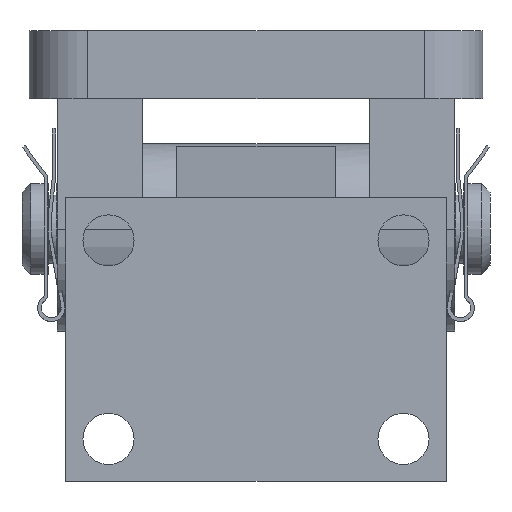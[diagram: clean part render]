
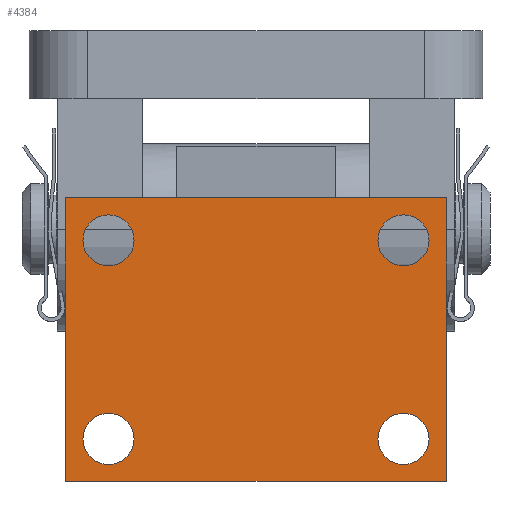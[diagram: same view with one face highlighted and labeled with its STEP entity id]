
A CAD part, front view. The second image highlights one B-rep face of the part: STEP entity #4384.
In plain terms, the highlighted face is planar.
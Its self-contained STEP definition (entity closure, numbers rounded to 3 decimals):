
#13 = AXIS2_PLACEMENT_3D ( 'NONE', #5450, #5475, #5478 ) ;
#42 = EDGE_CURVE ( 'NONE', #5609, #1293, #3057, .T. ) ;
#133 = EDGE_CURVE ( 'NONE', #1234, #1218, #3145, .T. ) ;
#139 = EDGE_CURVE ( 'NONE', #1298, #1236, #3151, .T. ) ;
#144 = AXIS2_PLACEMENT_3D ( 'NONE', #5649, #5695, #5642 ) ;
#155 = EDGE_CURVE ( 'NONE', #1246, #1193, #3163, .T. ) ;
#190 = AXIS2_PLACEMENT_3D ( 'NONE', #5417, #5448, #5438 ) ;
#366 = AXIS2_PLACEMENT_3D ( 'NONE', #2128, #2141, #2142 ) ;
#453 = AXIS2_PLACEMENT_3D ( 'NONE', #2326, #2339, #2340 ) ;
#456 = AXIS2_PLACEMENT_3D ( 'NONE', #1517, #1522, #1523 ) ;
#503 = AXIS2_PLACEMENT_3D ( 'NONE', #2253, #2265, #2266 ) ;
#507 = AXIS2_PLACEMENT_3D ( 'NONE', #2249, #2251, #2252 ) ;
#510 = AXIS2_PLACEMENT_3D ( 'NONE', #2093, #2094, #2095 ) ;
#654 = ORIENTED_EDGE ( 'NONE', *, *, #5206, .T. ) ;
#697 = ORIENTED_EDGE ( 'NONE', *, *, #5175, .T. ) ;
#901 = CARTESIAN_POINT ( 'NONE',  ( 50., 67., 0. ) ) ;
#926 = CARTESIAN_POINT ( 'NONE',  ( 3., 59.5, 0. ) ) ;
#929 = CARTESIAN_POINT ( 'NONE',  ( 47., 7.5, 0. ) ) ;
#940 = CARTESIAN_POINT ( 'NONE',  ( 50., 0., 0. ) ) ;
#964 = CARTESIAN_POINT ( 'NONE',  ( 38., 7.5, 0. ) ) ;
#978 = CARTESIAN_POINT ( 'NONE',  ( 3., 7.5, 0. ) ) ;
#1187 = CARTESIAN_POINT ( 'NONE',  ( 12., 59.5, 0. ) ) ;
#1193 = VERTEX_POINT ( 'NONE', #4512 ) ;
#1212 = VERTEX_POINT ( 'NONE', #1432 ) ;
#1218 = VERTEX_POINT ( 'NONE', #1187 ) ;
#1234 = VERTEX_POINT ( 'NONE', #926 ) ;
#1236 = VERTEX_POINT ( 'NONE', #929 ) ;
#1246 = VERTEX_POINT ( 'NONE', #978 ) ;
#1288 = VERTEX_POINT ( 'NONE', #901 ) ;
#1293 = VERTEX_POINT ( 'NONE', #940 ) ;
#1298 = VERTEX_POINT ( 'NONE', #964 ) ;
#1432 = CARTESIAN_POINT ( 'NONE',  ( 0., 67., 0. ) ) ;
#1516 = PLANE ( 'NONE',  #456 ) ;
#1517 = CARTESIAN_POINT ( 'NONE',  ( 0., 67., 0. ) ) ;
#1522 = DIRECTION ( 'NONE',  ( 0., 0., -1. ) ) ;
#1523 = DIRECTION ( 'NONE',  ( -1., 0., 0. ) ) ;
#2093 = CARTESIAN_POINT ( 'NONE',  ( 7.5, 7.5, 0. ) ) ;
#2094 = DIRECTION ( 'NONE',  ( 0., 0., 1. ) ) ;
#2095 = DIRECTION ( 'NONE',  ( 1., 0., 0. ) ) ;
#2128 = CARTESIAN_POINT ( 'NONE',  ( 42.5, 7.5, 0. ) ) ;
#2141 = DIRECTION ( 'NONE',  ( 0., 0., 1. ) ) ;
#2142 = DIRECTION ( 'NONE',  ( 1., 0., 0. ) ) ;
#2143 = CARTESIAN_POINT ( 'NONE',  ( 50., 0., 0. ) ) ;
#2152 = DIRECTION ( 'NONE',  ( 0., 1., 0. ) ) ;
#2158 = CARTESIAN_POINT ( 'NONE',  ( 0., 67., 0. ) ) ;
#2159 = DIRECTION ( 'NONE',  ( -1., 0., 0. ) ) ;
#2223 = CARTESIAN_POINT ( 'NONE',  ( 0., 0., 0. ) ) ;
#2229 = DIRECTION ( 'NONE',  ( 0., -1., 0. ) ) ;
#2249 = CARTESIAN_POINT ( 'NONE',  ( 7.5, 59.5, 0. ) ) ;
#2251 = DIRECTION ( 'NONE',  ( 0., 0., 1. ) ) ;
#2252 = DIRECTION ( 'NONE',  ( 1., 0., 0. ) ) ;
#2253 = CARTESIAN_POINT ( 'NONE',  ( 42.5, 59.5, 0. ) ) ;
#2265 = DIRECTION ( 'NONE',  ( 0., 0., 1. ) ) ;
#2266 = DIRECTION ( 'NONE',  ( 1., 0., 0. ) ) ;
#2326 = CARTESIAN_POINT ( 'NONE',  ( 42.5, 59.5, 0. ) ) ;
#2339 = DIRECTION ( 'NONE',  ( 0., 0., 1. ) ) ;
#2340 = DIRECTION ( 'NONE',  ( 1., 0., 0. ) ) ;
#2680 = ORIENTED_EDGE ( 'NONE', *, *, #155, .T. ) ;
#2682 = ORIENTED_EDGE ( 'NONE', *, *, #5131, .F. ) ;
#2709 = ORIENTED_EDGE ( 'NONE', *, *, #42, .F. ) ;
#2713 = ORIENTED_EDGE ( 'NONE', *, *, #5128, .F. ) ;
#2844 = ORIENTED_EDGE ( 'NONE', *, *, #5159, .F. ) ;
#2869 = EDGE_LOOP ( 'NONE', ( #4242, #4182 ) ) ;
#2873 = EDGE_LOOP ( 'NONE', ( #2844, #2682, #2713, #2709 ) ) ;
#2874 = EDGE_LOOP ( 'NONE', ( #4260, #2680 ) ) ;
#2936 = EDGE_LOOP ( 'NONE', ( #4236, #4297 ) ) ;
#2946 = EDGE_LOOP ( 'NONE', ( #654, #697 ) ) ;
#3055 = VECTOR ( 'NONE', #6013, 1000. ) ;
#3057 = LINE ( 'NONE', #6048, #3055 ) ;
#3145 = CIRCLE ( 'NONE', #13, 4.5 ) ;
#3151 = CIRCLE ( 'NONE', #190, 4.5 ) ;
#3163 = CIRCLE ( 'NONE', #144, 4.5 ) ;
#3387 = FACE_BOUND ( 'NONE', #2869, .T. ) ;
#3388 = FACE_BOUND ( 'NONE', #2946, .T. ) ;
#3389 = FACE_BOUND ( 'NONE', #2936, .T. ) ;
#3393 = FACE_OUTER_BOUND ( 'NONE', #2873, .T. ) ;
#3395 = FACE_BOUND ( 'NONE', #2874, .T. ) ;
#3700 = CIRCLE ( 'NONE', #510, 4.5 ) ;
#3723 = CIRCLE ( 'NONE', #366, 4.5 ) ;
#3726 = LINE ( 'NONE', #2143, #3730 ) ;
#3730 = VECTOR ( 'NONE', #2152, 1000. ) ;
#3735 = LINE ( 'NONE', #2158, #3736 ) ;
#3736 = VECTOR ( 'NONE', #2159, 1000. ) ;
#3770 = LINE ( 'NONE', #2223, #3780 ) ;
#3780 = VECTOR ( 'NONE', #2229, 1000. ) ;
#3799 = CIRCLE ( 'NONE', #507, 4.5 ) ;
#3809 = CIRCLE ( 'NONE', #503, 4.5 ) ;
#3859 = CIRCLE ( 'NONE', #453, 4.5 ) ;
#4182 = ORIENTED_EDGE ( 'NONE', *, *, #139, .T. ) ;
#4236 = ORIENTED_EDGE ( 'NONE', *, *, #5169, .T. ) ;
#4242 = ORIENTED_EDGE ( 'NONE', *, *, #5123, .T. ) ;
#4260 = ORIENTED_EDGE ( 'NONE', *, *, #5105, .T. ) ;
#4297 = ORIENTED_EDGE ( 'NONE', *, *, #133, .T. ) ;
#4384 = ADVANCED_FACE ( 'NONE', ( #3388, #3389, #3393, #3395, #3387 ), #1516, .T. ) ;
#4512 = CARTESIAN_POINT ( 'NONE',  ( 12., 7.5, 0. ) ) ;
#4755 = CARTESIAN_POINT ( 'NONE',  ( 47., 59.5, 0. ) ) ;
#4772 = CARTESIAN_POINT ( 'NONE',  ( 38., 59.5, 0. ) ) ;
#4830 = CARTESIAN_POINT ( 'NONE',  ( 0., 0., 0. ) ) ;
#5105 = EDGE_CURVE ( 'NONE', #1193, #1246, #3700, .T. ) ;
#5123 = EDGE_CURVE ( 'NONE', #1236, #1298, #3723, .T. ) ;
#5128 = EDGE_CURVE ( 'NONE', #1293, #1288, #3726, .T. ) ;
#5131 = EDGE_CURVE ( 'NONE', #1288, #1212, #3735, .T. ) ;
#5159 = EDGE_CURVE ( 'NONE', #1212, #5609, #3770, .T. ) ;
#5169 = EDGE_CURVE ( 'NONE', #1218, #1234, #3799, .T. ) ;
#5175 = EDGE_CURVE ( 'NONE', #5551, #5533, #3809, .T. ) ;
#5206 = EDGE_CURVE ( 'NONE', #5533, #5551, #3859, .T. ) ;
#5417 = CARTESIAN_POINT ( 'NONE',  ( 42.5, 7.5, 0. ) ) ;
#5438 = DIRECTION ( 'NONE',  ( 1., 0., 0. ) ) ;
#5448 = DIRECTION ( 'NONE',  ( 0., 0., 1. ) ) ;
#5450 = CARTESIAN_POINT ( 'NONE',  ( 7.5, 59.5, 0. ) ) ;
#5475 = DIRECTION ( 'NONE',  ( 0., 0., 1. ) ) ;
#5478 = DIRECTION ( 'NONE',  ( 1., 0., 0. ) ) ;
#5533 = VERTEX_POINT ( 'NONE', #4755 ) ;
#5551 = VERTEX_POINT ( 'NONE', #4772 ) ;
#5609 = VERTEX_POINT ( 'NONE', #4830 ) ;
#5642 = DIRECTION ( 'NONE',  ( 1., 0., 0. ) ) ;
#5649 = CARTESIAN_POINT ( 'NONE',  ( 7.5, 7.5, 0. ) ) ;
#5695 = DIRECTION ( 'NONE',  ( 0., 0., 1. ) ) ;
#6013 = DIRECTION ( 'NONE',  ( 1., 0., 0. ) ) ;
#6048 = CARTESIAN_POINT ( 'NONE',  ( 0., 0., 0. ) ) ;
